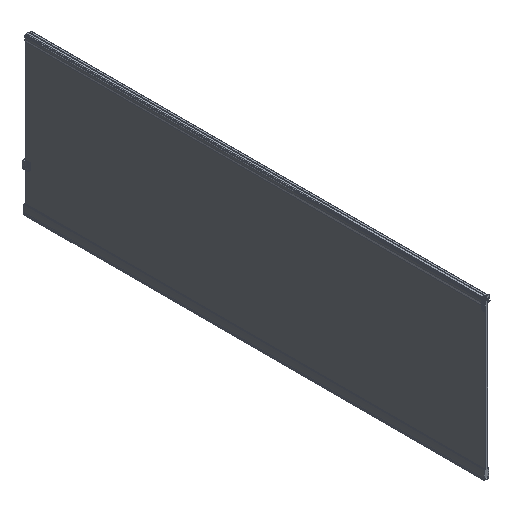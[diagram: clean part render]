
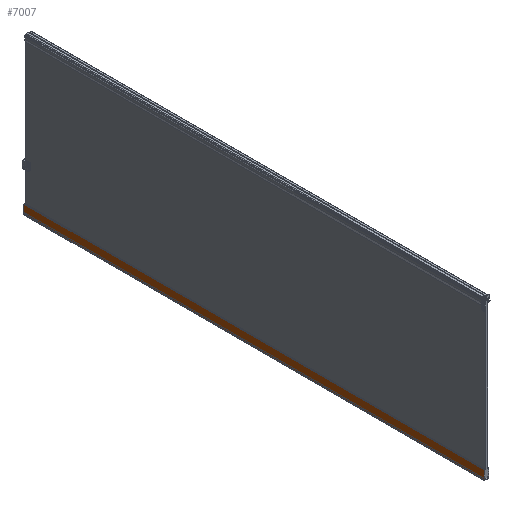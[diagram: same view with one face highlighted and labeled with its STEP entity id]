
A CAD part, isometric view. The second image highlights one B-rep face of the part: STEP entity #7007.
In plain terms, the highlighted cylindrical face has radius 960.746 mm (diameter 1921.49 mm), a partial arc.
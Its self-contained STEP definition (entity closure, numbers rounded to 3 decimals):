
#1400 = DIRECTION ( 'NONE',  ( 1., 0., 0. ) ) ;
#2638 = EDGE_LOOP ( 'NONE', ( #32680, #11262, #26724, #27309 ) ) ;
#4129 = AXIS2_PLACEMENT_3D ( 'NONE', #14880, #4749, #1400 ) ;
#4170 = CYLINDRICAL_SURFACE ( 'NONE', #4129, 960.747 ) ;
#4749 = DIRECTION ( 'NONE',  ( 0., -1., 0. ) ) ;
#5012 = CARTESIAN_POINT ( 'NONE',  ( 955.897, -975., -304.099 ) ) ;
#5718 = DIRECTION ( 'NONE',  ( 0., -1., 0. ) ) ;
#7007 = ADVANCED_FACE ( 'NONE', ( #13044 ), #4170, .T. ) ;
#8341 = EDGE_CURVE ( 'NONE', #34926, #36888, #13110, .T. ) ;
#10707 = VERTEX_POINT ( 'NONE', #17121 ) ;
#11262 = ORIENTED_EDGE ( 'NONE', *, *, #18044, .T. ) ;
#13044 = FACE_OUTER_BOUND ( 'NONE', #2638, .T. ) ;
#13110 = LINE ( 'NONE', #40293, #26742 ) ;
#14880 = CARTESIAN_POINT ( 'NONE',  ( 955.897, -975., -304.099 ) ) ;
#16786 = AXIS2_PLACEMENT_3D ( 'NONE', #5012, #28302, #25077 ) ;
#17121 = CARTESIAN_POINT ( 'NONE',  ( -4.65, -975., -323.706 ) ) ;
#18044 = EDGE_CURVE ( 'NONE', #10707, #34926, #23969, .T. ) ;
#18298 = EDGE_CURVE ( 'NONE', #36888, #24367, #38707, .T. ) ;
#21629 = CARTESIAN_POINT ( 'NONE',  ( -4.65, 975.3, -284.49 ) ) ;
#21996 = LINE ( 'NONE', #25782, #43108 ) ;
#23025 = DIRECTION ( 'NONE',  ( 0., 1., 0. ) ) ;
#23969 = CIRCLE ( 'NONE', #16786, 960.747 ) ;
#24367 = VERTEX_POINT ( 'NONE', #25299 ) ;
#25077 = DIRECTION ( 'NONE',  ( 1., 0., 0. ) ) ;
#25299 = CARTESIAN_POINT ( 'NONE',  ( -4.65, 975.3, -323.706 ) ) ;
#25782 = CARTESIAN_POINT ( 'NONE',  ( -4.65, -975., -323.706 ) ) ;
#25941 = DIRECTION ( 'NONE',  ( 1., 0., 0. ) ) ;
#26724 = ORIENTED_EDGE ( 'NONE', *, *, #8341, .T. ) ;
#26742 = VECTOR ( 'NONE', #23025, 1000. ) ;
#27309 = ORIENTED_EDGE ( 'NONE', *, *, #18298, .T. ) ;
#28302 = DIRECTION ( 'NONE',  ( 0., 1., 0. ) ) ;
#32680 = ORIENTED_EDGE ( 'NONE', *, *, #35767, .T. ) ;
#34926 = VERTEX_POINT ( 'NONE', #38209 ) ;
#35767 = EDGE_CURVE ( 'NONE', #24367, #10707, #21996, .T. ) ;
#36194 = DIRECTION ( 'NONE',  ( 0., -1., 0. ) ) ;
#36888 = VERTEX_POINT ( 'NONE', #21629 ) ;
#38209 = CARTESIAN_POINT ( 'NONE',  ( -4.65, -975., -284.49 ) ) ;
#38707 = CIRCLE ( 'NONE', #40765, 960.747 ) ;
#40293 = CARTESIAN_POINT ( 'NONE',  ( -4.65, -975., -284.49 ) ) ;
#40765 = AXIS2_PLACEMENT_3D ( 'NONE', #42918, #36194, #25941 ) ;
#42918 = CARTESIAN_POINT ( 'NONE',  ( 955.897, 975.3, -304.099 ) ) ;
#43108 = VECTOR ( 'NONE', #5718, 1000. ) ;
